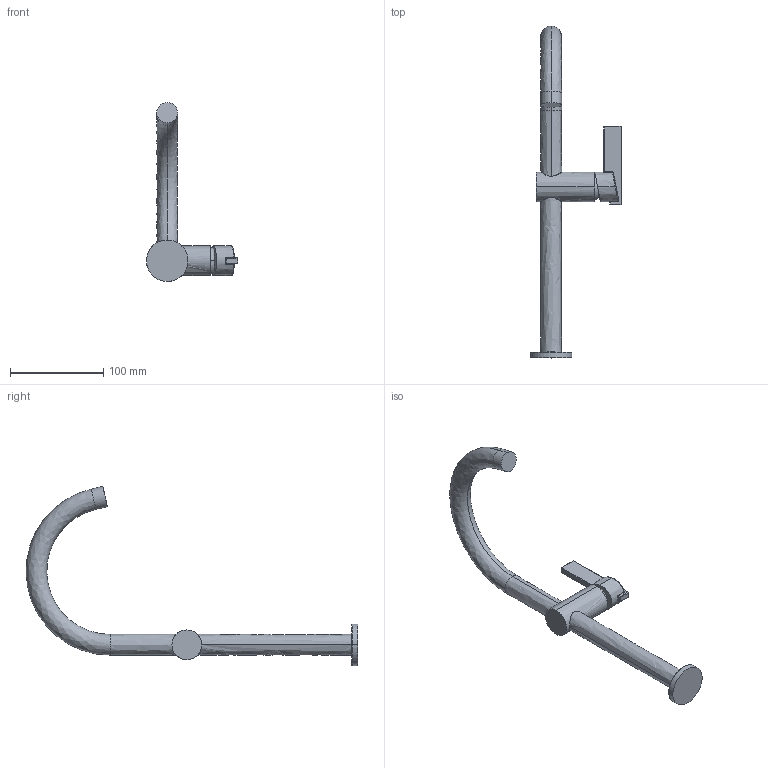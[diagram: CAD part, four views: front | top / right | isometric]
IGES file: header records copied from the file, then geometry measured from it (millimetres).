
Start section:  PTC IGES file: 2413.igs
Global section: file name: 2413.igs; native system: Creo Parametric by PTC Inc.; preprocessor: 2018400; author: rsmith; organization: Unknown; date: 20210512.095851; units: inch
Bounding box: 97.54 x 355.4 x 191.8 mm (x, y, z)
Surface area: 49949.3 mm2 (no closed solid volume)
Topology: 0 solids, 0 shells, 78 faces, 330 edges, 330 vertices
Faces by surface type: revolution 48, bspline 30
